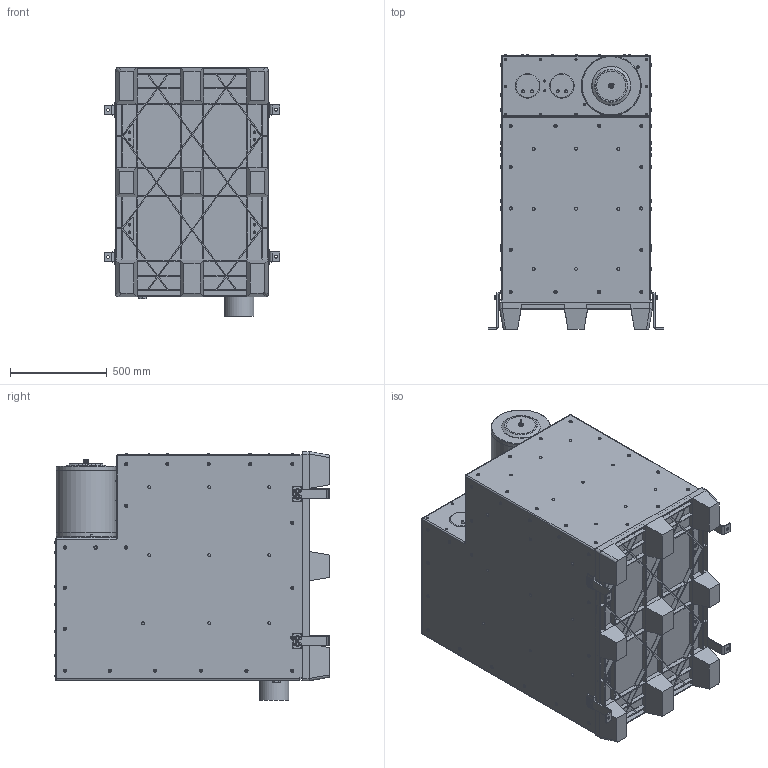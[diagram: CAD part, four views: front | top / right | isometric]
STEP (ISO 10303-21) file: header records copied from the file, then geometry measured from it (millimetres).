
FILE_DESCRIPTION(/* description */ (''),/* implementation_level */ '2;1');
FILE_NAME(/* name */ 'CAxxxxxx007_A.stp',/* time_stamp */ '2018-11-30T13:38:25-05:00',/* author */ ('James'),/* organization */ (''),/* preprocessor_version */ 'ST-DEVELOPER v16.5',/* originating_system */ 'Autodesk Inventor 2017',/* authorisation */ '');
FILE_SCHEMA (('AUTOMOTIVE_DESIGN { 1 0 10303 214 3 1 1 }'));
Length unit declared in the file: inch
Products named in the file (1): CAxxxxxx007_A
Bounding box: 908.05 x 1422.84 x 1289.05 mm (x, y, z)
Volume: 1113035327.8 mm3; surface area: 8499535.6 mm2
Topology: 1 solids, 2 shells, 1692 faces, 3919 edges, 2540 vertices
Faces by surface type: plane 903, cylinder 367, cone 180, sphere 163, bspline 50, torus 29
Full cylindrical faces by diameter (mm): 9.525 x28, 10.592 x2, 11.1 x53, 11.125 x1, 13.894 x2, 14.3 x4, 15.088 x48, 15.612 x4, 16.662 x54, 17.272 x8, 25.4 x10, 127 x2, 152.4 x1, 304.8 x1, 308.61 x1, 309.88 x1, 310.896 x1
Entity records: 80781 total; most frequent: CARTESIAN_POINT 44646, DIRECTION 7349, ORIENTED_EDGE 7122, EDGE_CURVE 3517, AXIS2_PLACEMENT_3D 2749, VERTEX_POINT 2370, EDGE_LOOP 2311, LINE 1851
